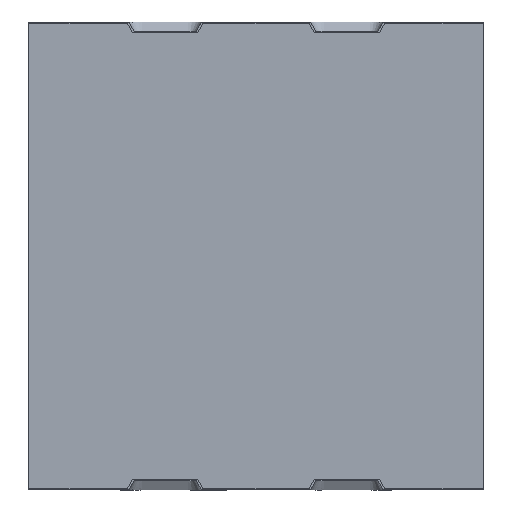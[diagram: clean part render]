
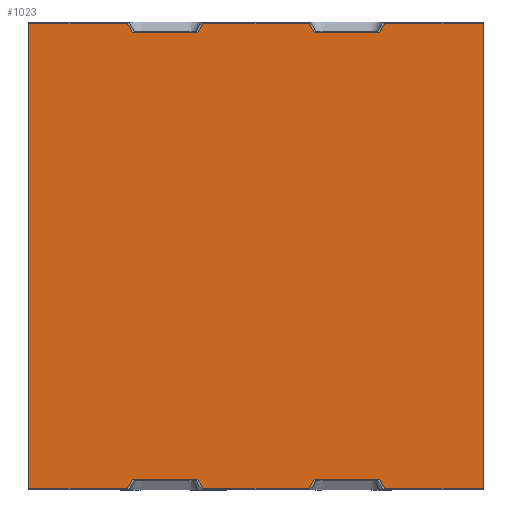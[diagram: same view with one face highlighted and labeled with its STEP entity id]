
A CAD part, front view. The second image highlights one B-rep face of the part: STEP entity #1023.
In plain terms, the highlighted planar face has unit normal (0, -1, 0).
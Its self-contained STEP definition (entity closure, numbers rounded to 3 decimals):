
#54=FACE_OUTER_BOUND('',#104,.T.);
#104=EDGE_LOOP('',(#794,#795,#796,#797,#798,#799,#800,#801));
#165=LINE('',#1523,#277);
#194=LINE('',#1614,#306);
#216=LINE('',#1659,#328);
#217=LINE('',#1661,#329);
#218=LINE('',#1663,#330);
#219=LINE('',#1664,#331);
#220=LINE('',#1666,#332);
#221=LINE('',#1667,#333);
#277=VECTOR('',#1223,10.);
#306=VECTOR('',#1304,10.);
#328=VECTOR('',#1348,10.);
#329=VECTOR('',#1349,10.);
#330=VECTOR('',#1350,10.);
#331=VECTOR('',#1351,10.);
#332=VECTOR('',#1352,10.);
#333=VECTOR('',#1353,10.);
#423=VERTEX_POINT('',#1520);
#424=VERTEX_POINT('',#1522);
#459=VERTEX_POINT('',#1611);
#460=VERTEX_POINT('',#1613);
#472=VERTEX_POINT('',#1658);
#473=VERTEX_POINT('',#1660);
#474=VERTEX_POINT('',#1662);
#475=VERTEX_POINT('',#1665);
#526=EDGE_CURVE('',#424,#423,#165,.T.);
#571=EDGE_CURVE('',#460,#459,#194,.T.);
#596=EDGE_CURVE('',#472,#460,#216,.T.);
#597=EDGE_CURVE('',#473,#459,#217,.T.);
#598=EDGE_CURVE('',#474,#473,#218,.T.);
#599=EDGE_CURVE('',#474,#424,#219,.T.);
#600=EDGE_CURVE('',#475,#423,#220,.T.);
#601=EDGE_CURVE('',#472,#475,#221,.T.);
#794=ORIENTED_EDGE('',*,*,#596,.T.);
#795=ORIENTED_EDGE('',*,*,#571,.T.);
#796=ORIENTED_EDGE('',*,*,#597,.F.);
#797=ORIENTED_EDGE('',*,*,#598,.F.);
#798=ORIENTED_EDGE('',*,*,#599,.T.);
#799=ORIENTED_EDGE('',*,*,#526,.T.);
#800=ORIENTED_EDGE('',*,*,#600,.F.);
#801=ORIENTED_EDGE('',*,*,#601,.F.);
#926=PLANE('',#1124);
#1023=ADVANCED_FACE('',(#54),#926,.F.);
#1124=AXIS2_PLACEMENT_3D('',#1657,#1346,#1347);
#1223=DIRECTION('',(1.,0.,0.));
#1304=DIRECTION('',(-1.,0.,0.));
#1346=DIRECTION('center_axis',(0.,1.,0.));
#1347=DIRECTION('ref_axis',(0.,0.,1.));
#1348=DIRECTION('',(0.,0.,1.));
#1349=DIRECTION('',(0.,0.,1.));
#1350=DIRECTION('',(0.,0.,1.));
#1351=DIRECTION('',(0.,0.,-1.));
#1352=DIRECTION('',(0.,0.,-1.));
#1353=DIRECTION('',(0.,0.,-1.));
#1520=CARTESIAN_POINT('',(0.,-0.55,-153.95));
#1522=CARTESIAN_POINT('',(-150.,-0.55,-153.95));
#1523=CARTESIAN_POINT('',(-75.,-0.55,-153.95));
#1611=CARTESIAN_POINT('',(-150.,-0.55,-0.55));
#1613=CARTESIAN_POINT('',(0.,-0.55,-0.55));
#1614=CARTESIAN_POINT('',(-75.,-0.55,-0.55));
#1657=CARTESIAN_POINT('Origin',(-75.,-0.55,-77.25));
#1658=CARTESIAN_POINT('',(0.,-0.55,-1.1));
#1659=CARTESIAN_POINT('',(0.,-0.55,-115.875));
#1660=CARTESIAN_POINT('',(-150.,-0.55,-1.1));
#1661=CARTESIAN_POINT('',(-150.,-0.55,-115.6));
#1662=CARTESIAN_POINT('',(-150.,-0.55,-153.4));
#1663=CARTESIAN_POINT('',(-150.,-0.55,0.));
#1664=CARTESIAN_POINT('',(-150.,-0.55,-115.6));
#1665=CARTESIAN_POINT('',(0.,-0.55,-153.4));
#1666=CARTESIAN_POINT('',(0.,-0.55,-115.875));
#1667=CARTESIAN_POINT('',(0.,-0.55,-154.5));
